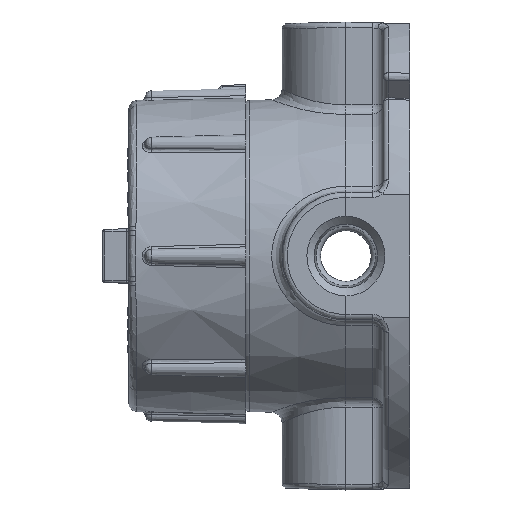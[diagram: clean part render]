
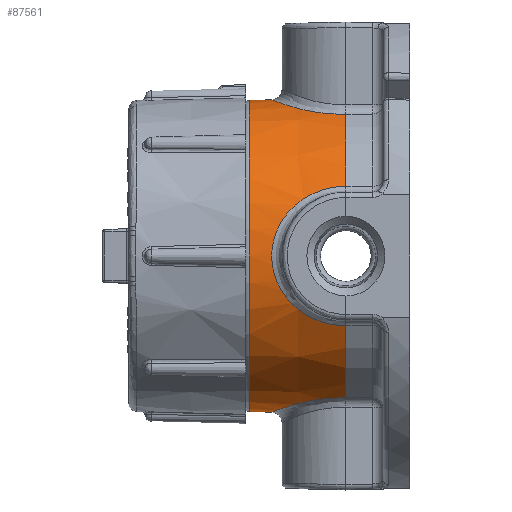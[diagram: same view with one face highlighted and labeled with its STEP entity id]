
A CAD part, left-side view. The second image highlights one B-rep face of the part: STEP entity #87561.
In plain terms, the highlighted conical face has half-angle 1.5 degrees and reference radius 47.204 mm.
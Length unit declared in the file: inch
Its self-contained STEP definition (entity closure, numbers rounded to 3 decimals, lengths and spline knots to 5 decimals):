
#2376=B_SPLINE_CURVE_WITH_KNOTS('',3,(#121074,#121075,#121076,#121077,#121078,
#121079,#121080,#121081,#121082,#121083,#121084),.UNSPECIFIED.,.F.,.F.,
(4,1,1,1,1,1,1,1,4),(-7.31942,-6.3253,-5.3229,
-4.32049,-3.31808,-2.31567,-1.31326,
-0.81206,-0.31914),.UNSPECIFIED.);
#2377=B_SPLINE_CURVE_WITH_KNOTS('',3,(#121088,#121089,#121090,#121091,#121092,
#121093,#121094,#121095),.UNSPECIFIED.,.F.,.F.,(4,1,1,1,1,4),(-3.81868,
-3.31741,-2.315,-1.31259,-0.81138,
-0.31847),.UNSPECIFIED.);
#2378=B_SPLINE_CURVE_WITH_KNOTS('',3,(#121098,#121099,#121100,#121101,#121102,
#121103,#121104),.UNSPECIFIED.,.F.,.F.,(4,1,1,1,4),(-7.31875,-6.32463,
-5.32222,-4.31981,-3.81868),.UNSPECIFIED.);
#2379=B_SPLINE_CURVE_WITH_KNOTS('',3,(#121108,#121109,#121110,#121111,#121112,
#121113,#121114,#121115,#121116,#121117),.UNSPECIFIED.,.F.,.F.,(4,1,1,1,
1,1,1,4),(-7.31942,-6.3253,-5.3229,-4.32049,
-3.31808,-2.31567,-1.31326,-0.31914),
 .UNSPECIFIED.);
#2380=B_SPLINE_CURVE_WITH_KNOTS('',3,(#121121,#121122,#121123,#121124,#121125,
#121126,#121127,#121128,#121129,#121130,#121131),.UNSPECIFIED.,.F.,.F.,
(4,1,1,1,1,1,1,1,4),(-7.31942,-6.3253,-5.3229,
-4.32049,-3.31808,-2.31567,-1.31326,
-0.81206,-0.31914),.UNSPECIFIED.);
#9647=FACE_OUTER_BOUND('',#14592,.T.);
#14592=EDGE_LOOP('',(#64121,#64122,#64123,#64124,#64125,#64126,#64127,#64128,
#64129,#64130,#64131,#64132,#64133));
#20394=LINE('',#121096,#29731);
#29731=VECTOR('',#97932,1.85844);
#37972=CIRCLE('',#92471,1.82872);
#37973=CIRCLE('',#92472,1.82872);
#37974=CIRCLE('',#92474,1.85844);
#37975=CIRCLE('',#92475,1.85844);
#37976=CIRCLE('',#92476,1.85844);
#37977=CIRCLE('',#92477,1.85844);
#39435=VERTEX_POINT('',#121066);
#39436=VERTEX_POINT('',#121068);
#39437=VERTEX_POINT('',#121072);
#39438=VERTEX_POINT('',#121073);
#39439=VERTEX_POINT('',#121085);
#39440=VERTEX_POINT('',#121087);
#39441=VERTEX_POINT('',#121097);
#39442=VERTEX_POINT('',#121105);
#39443=VERTEX_POINT('',#121107);
#39444=VERTEX_POINT('',#121118);
#39445=VERTEX_POINT('',#121120);
#48919=EDGE_CURVE('',#39435,#39436,#37972,.T.);
#48920=EDGE_CURVE('',#39436,#39435,#37973,.T.);
#48921=EDGE_CURVE('',#39437,#39438,#2376,.T.);
#48922=EDGE_CURVE('',#39439,#39437,#37974,.T.);
#48923=EDGE_CURVE('',#39440,#39439,#2377,.T.);
#48924=EDGE_CURVE('',#39440,#39436,#20394,.T.);
#48925=EDGE_CURVE('',#39441,#39440,#2378,.T.);
#48926=EDGE_CURVE('',#39442,#39441,#37975,.T.);
#48927=EDGE_CURVE('',#39443,#39442,#2379,.T.);
#48928=EDGE_CURVE('',#39444,#39443,#37976,.T.);
#48929=EDGE_CURVE('',#39445,#39444,#2380,.T.);
#48930=EDGE_CURVE('',#39438,#39445,#37977,.T.);
#64121=ORIENTED_EDGE('',*,*,#48921,.F.);
#64122=ORIENTED_EDGE('',*,*,#48922,.F.);
#64123=ORIENTED_EDGE('',*,*,#48923,.F.);
#64124=ORIENTED_EDGE('',*,*,#48924,.T.);
#64125=ORIENTED_EDGE('',*,*,#48919,.F.);
#64126=ORIENTED_EDGE('',*,*,#48920,.F.);
#64127=ORIENTED_EDGE('',*,*,#48924,.F.);
#64128=ORIENTED_EDGE('',*,*,#48925,.F.);
#64129=ORIENTED_EDGE('',*,*,#48926,.F.);
#64130=ORIENTED_EDGE('',*,*,#48927,.F.);
#64131=ORIENTED_EDGE('',*,*,#48928,.F.);
#64132=ORIENTED_EDGE('',*,*,#48929,.F.);
#64133=ORIENTED_EDGE('',*,*,#48930,.F.);
#86832=CONICAL_SURFACE('',#92473,1.85844,0.026);
#87561=ADVANCED_FACE('',(#9647),#86832,.T.);
#92471=AXIS2_PLACEMENT_3D('',#121069,#97924,#97925);
#92472=AXIS2_PLACEMENT_3D('',#121070,#97926,#97927);
#92473=AXIS2_PLACEMENT_3D('',#121071,#97928,#97929);
#92474=AXIS2_PLACEMENT_3D('',#121086,#97930,#97931);
#92475=AXIS2_PLACEMENT_3D('',#121106,#97933,#97934);
#92476=AXIS2_PLACEMENT_3D('',#121119,#97935,#97936);
#92477=AXIS2_PLACEMENT_3D('',#121132,#97937,#97938);
#97924=DIRECTION('center_axis',(0.,1.,0.));
#97925=DIRECTION('ref_axis',(-1.,0.,0.));
#97926=DIRECTION('center_axis',(0.,1.,0.));
#97927=DIRECTION('ref_axis',(-1.,0.,0.));
#97928=DIRECTION('center_axis',(0.,-1.,0.));
#97929=DIRECTION('ref_axis',(1.,0.,0.));
#97930=DIRECTION('center_axis',(0.,-1.,0.));
#97931=DIRECTION('ref_axis',(1.,0.,0.));
#97932=DIRECTION('',(0.026,1.,0.));
#97933=DIRECTION('center_axis',(0.,-1.,0.));
#97934=DIRECTION('ref_axis',(1.,0.,0.));
#97935=DIRECTION('center_axis',(0.,-1.,0.));
#97936=DIRECTION('ref_axis',(1.,0.,0.));
#97937=DIRECTION('center_axis',(0.,-1.,0.));
#97938=DIRECTION('ref_axis',(1.,0.,0.));
#121066=CARTESIAN_POINT('',(1.82872,1.88473,0.));
#121068=CARTESIAN_POINT('',(-1.82872,1.88473,0.));
#121069=CARTESIAN_POINT('Origin',(0.,1.88473,0.));
#121070=CARTESIAN_POINT('Origin',(0.,1.88473,0.));
#121071=CARTESIAN_POINT('Origin',(0.,0.75,0.));
#121072=CARTESIAN_POINT('',(-0.81987,0.75,-1.66781));
#121073=CARTESIAN_POINT('',(0.81986,0.75,-1.66782));
#121074=CARTESIAN_POINT('Ctrl Pts',(-0.81987,0.75,
-1.66782));
#121075=CARTESIAN_POINT('Ctrl Pts',(-0.8193,0.88084,
-1.66429));
#121076=CARTESIAN_POINT('Ctrl Pts',(-0.76112,1.14406,
-1.68686));
#121077=CARTESIAN_POINT('Ctrl Pts',(-0.52882,1.45229,
-1.77106));
#121078=CARTESIAN_POINT('Ctrl Pts',(-0.19206,1.6288,
-1.83812));
#121079=CARTESIAN_POINT('Ctrl Pts',(0.19211,1.629,
-1.83842));
#121080=CARTESIAN_POINT('Ctrl Pts',(0.52895,1.45223,-1.77078));
#121081=CARTESIAN_POINT('Ctrl Pts',(0.72268,1.19478,
-1.70102));
#121082=CARTESIAN_POINT('Ctrl Pts',(0.80524,0.94618,
-1.66938));
#121083=CARTESIAN_POINT('Ctrl Pts',(0.81959,0.81488,
-1.66606));
#121084=CARTESIAN_POINT('Ctrl Pts',(0.81987,0.75,
-1.66782));
#121085=CARTESIAN_POINT('',(-1.66782,0.75,-0.81986));
#121086=CARTESIAN_POINT('Origin',(0.,0.75,0.));
#121087=CARTESIAN_POINT('',(-1.83561,1.62173,0.));
#121088=CARTESIAN_POINT('Ctrl Pts',(-1.83547,1.62154,
0.));
#121089=CARTESIAN_POINT('Ctrl Pts',(-1.83549,1.62156,-0.06206));
#121090=CARTESIAN_POINT('Ctrl Pts',(-1.82715,1.59954,
-0.24824));
#121091=CARTESIAN_POINT('Ctrl Pts',(-1.77078,1.45223,
-0.52895));
#121092=CARTESIAN_POINT('Ctrl Pts',(-1.70102,1.19478,
-0.72268));
#121093=CARTESIAN_POINT('Ctrl Pts',(-1.66938,0.94618,
-0.80524));
#121094=CARTESIAN_POINT('Ctrl Pts',(-1.66606,0.81488,
-0.81959));
#121095=CARTESIAN_POINT('Ctrl Pts',(-1.66782,0.75,
-0.81987));
#121096=CARTESIAN_POINT('',(-1.85844,0.75,0.));
#121097=CARTESIAN_POINT('',(-1.66781,0.75,0.81987));
#121098=CARTESIAN_POINT('Ctrl Pts',(-1.66782,0.75,
0.81987));
#121099=CARTESIAN_POINT('Ctrl Pts',(-1.66429,0.88084,
0.8193));
#121100=CARTESIAN_POINT('Ctrl Pts',(-1.68686,1.14407,
0.76112));
#121101=CARTESIAN_POINT('Ctrl Pts',(-1.77106,1.45229,
0.52882));
#121102=CARTESIAN_POINT('Ctrl Pts',(-1.82694,1.59937,
0.24819));
#121103=CARTESIAN_POINT('Ctrl Pts',(-1.83544,1.62152,
0.06205));
#121104=CARTESIAN_POINT('Ctrl Pts',(-1.83547,1.62154,
0.));
#121105=CARTESIAN_POINT('',(-0.81986,0.75,1.66782));
#121106=CARTESIAN_POINT('Origin',(0.,0.75,0.));
#121107=CARTESIAN_POINT('',(0.81987,0.75,1.66781));
#121108=CARTESIAN_POINT('Ctrl Pts',(0.81987,0.75,
1.66782));
#121109=CARTESIAN_POINT('Ctrl Pts',(0.8193,0.88084,
1.66429));
#121110=CARTESIAN_POINT('Ctrl Pts',(0.76113,1.14406,
1.68687));
#121111=CARTESIAN_POINT('Ctrl Pts',(0.5288,1.45229,
1.77104));
#121112=CARTESIAN_POINT('Ctrl Pts',(0.19209,1.62879,1.83816));
#121113=CARTESIAN_POINT('Ctrl Pts',(-0.19217,1.62902,
1.83835));
#121114=CARTESIAN_POINT('Ctrl Pts',(-0.52882,1.45221,
1.77096));
#121115=CARTESIAN_POINT('Ctrl Pts',(-0.76118,1.14408,
1.68689));
#121116=CARTESIAN_POINT('Ctrl Pts',(-0.8193,0.88084,
1.66429));
#121117=CARTESIAN_POINT('Ctrl Pts',(-0.81987,0.75,
1.66782));
#121118=CARTESIAN_POINT('',(1.66782,0.75,0.81986));
#121119=CARTESIAN_POINT('Origin',(0.,0.75,0.));
#121120=CARTESIAN_POINT('',(1.66781,0.75,-0.81987));
#121121=CARTESIAN_POINT('Ctrl Pts',(1.66782,0.75,-0.81987));
#121122=CARTESIAN_POINT('Ctrl Pts',(1.66429,0.88084,
-0.8193));
#121123=CARTESIAN_POINT('Ctrl Pts',(1.68686,1.14406,-0.76112));
#121124=CARTESIAN_POINT('Ctrl Pts',(1.77106,1.45229,-0.52882));
#121125=CARTESIAN_POINT('Ctrl Pts',(1.83812,1.6288,-0.19206));
#121126=CARTESIAN_POINT('Ctrl Pts',(1.83842,1.629,0.19211));
#121127=CARTESIAN_POINT('Ctrl Pts',(1.77078,1.45223,0.52895));
#121128=CARTESIAN_POINT('Ctrl Pts',(1.70102,1.19478,0.72268));
#121129=CARTESIAN_POINT('Ctrl Pts',(1.66938,0.94618,
0.80524));
#121130=CARTESIAN_POINT('Ctrl Pts',(1.66606,0.81488,
0.81959));
#121131=CARTESIAN_POINT('Ctrl Pts',(1.66782,0.75,
0.81987));
#121132=CARTESIAN_POINT('Origin',(0.,0.75,0.));
